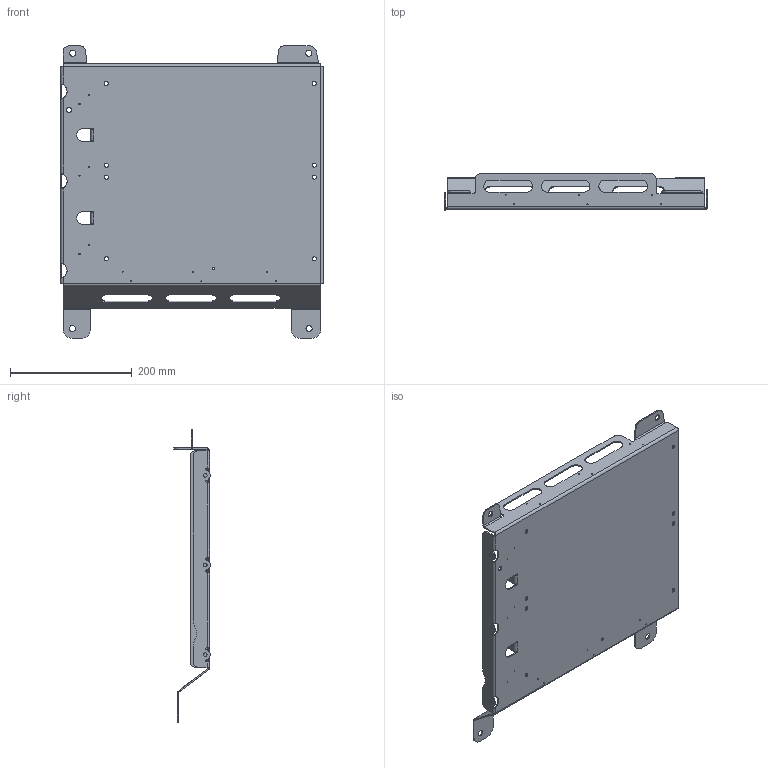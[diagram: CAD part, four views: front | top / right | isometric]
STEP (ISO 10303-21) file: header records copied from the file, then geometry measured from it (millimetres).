
FILE_DESCRIPTION(/* description */ (''),/* implementation_level */ '2;1');
FILE_NAME(/* name */ '47 Ah FoMoCo Aluminum Tray - RevB.stp',/* time_stamp */ '2024-01-30T02:15:57-05:00',/* author */ ('Win240'),/* organization */ (''),/* preprocessor_version */ 'ST-DEVELOPER v16.5',/* originating_system */ 'Autodesk Inventor 2017',/* authorisation */ '');
FILE_SCHEMA (('AUTOMOTIVE_DESIGN { 1 0 10303 214 3 1 1 }'));
Length unit declared in the file: millimetre
Products named in the file (1): 47 Ah FoMoCo Aluminum Tray
Bounding box: 431.1 x 60.24 x 479.92 mm (x, y, z)
Volume: 444728.3 mm3; surface area: 442379.7 mm2
Topology: 1 solids, 1 shells, 216 faces, 596 edges, 376 vertices
Faces by surface type: cylinder 115, plane 95, bspline 6
Full cylindrical faces by diameter (mm): 1.778 x24, 3.969 x1, 6 x3, 6.6 x2, 6.782 x8, 8 x1, 10 x4, 11.1 x1
Entity records: 8024 total; most frequent: CARTESIAN_POINT 2351, DIRECTION 1168, ORIENTED_EDGE 1104, EDGE_CURVE 552, AXIS2_PLACEMENT_3D 441, VERTEX_POINT 376, EDGE_LOOP 364, LINE 286
